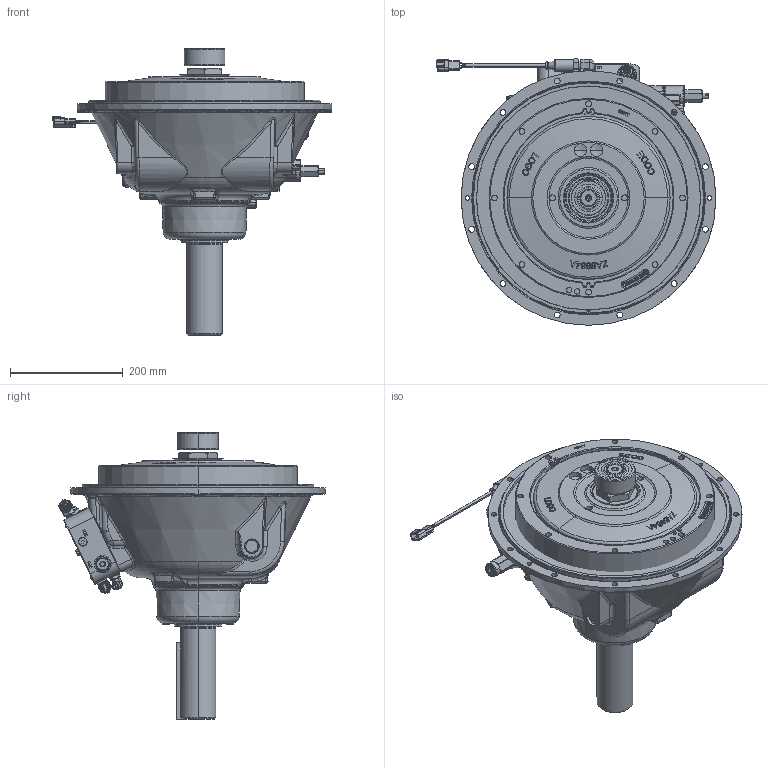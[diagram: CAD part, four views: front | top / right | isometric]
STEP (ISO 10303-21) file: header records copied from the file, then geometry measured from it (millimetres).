
FILE_DESCRIPTION (( 'STEP AP214' ), '1' );
FILE_NAME ('1028710B.step', '2024-02-02T14:46:15', ( '' ), ( '' ), 'SwSTEP 2.0', 'SolidWorks 2021', '' );
FILE_SCHEMA (( 'AUTOMOTIVE_DESIGN' ));
Length unit declared in the file: millimetre
Products named in the file (1): 1028710B
Bounding box: 495.2 x 472.18 x 508 mm (x, y, z)
Surface area: 1012978.3 mm2 (no closed solid volume)
Topology: 0 solids, 163 shells, 1822 faces, 8055 edges, 6229 vertices
Faces by surface type: plane 589, cylinder 437, bspline 389, cone 202, torus 170, sphere 35
Entity records: 133186 total; most frequent: CARTESIAN_POINT 54166, ORIENTED_EDGE 11373, DIRECTION 10619, EDGE_CURVE 8001, VERTEX_POINT 6222, AXIS2_PLACEMENT_3D 3567, LINE 3485, VECTOR 3485
